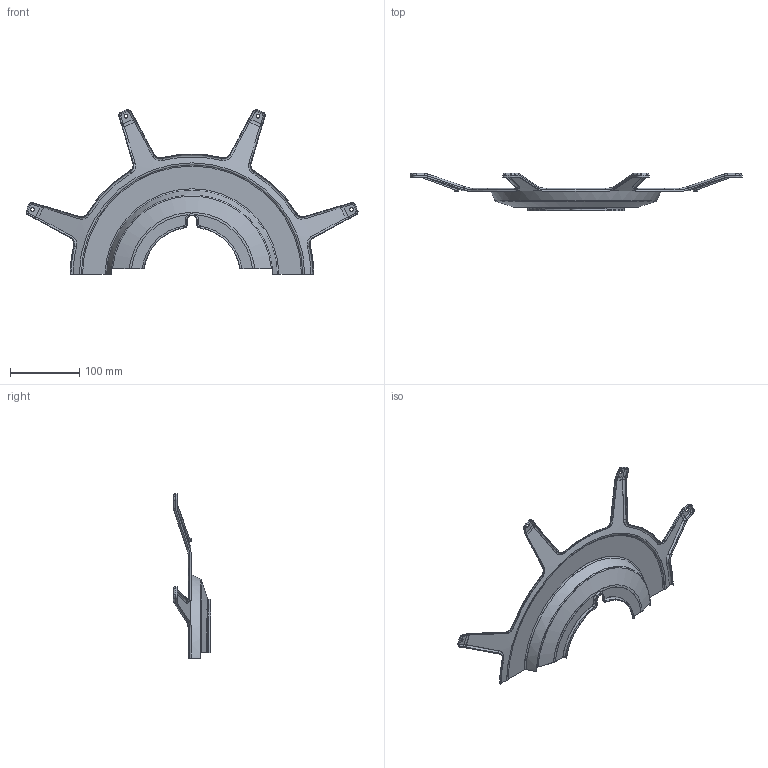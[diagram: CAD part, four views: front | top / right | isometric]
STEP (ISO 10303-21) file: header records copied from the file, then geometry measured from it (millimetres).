
FILE_DESCRIPTION(/* description */ (''),/* implementation_level */ '2;1');
FILE_NAME(/* name */ 'ePic-Frame_L0toL1-Cone_hSide.v6-CARBONFIBRE.stp',/* time_stamp */ '2025-05-13T16:17:30+02:00',/* author */ (''),/* organization */ (''),/* preprocessor_version */ 'ST-DEVELOPER v19.4',/* originating_system */ 'SIEMENS PLM Software NX2306.5001',/* authorisation */ '');
FILE_SCHEMA (('AP203_CONFIGURATION_CONTROLLED_3D_DESIGN_OF_MECHANICAL_PARTS_AND_ASSEMBLIES_MIM_LF { 1 0 10303 403 2 1 2}'));
Length unit declared in the file: millimetre
Products named in the file (1): ePic-Frame_L0toL1-Cone_hSide.v6_objects
Bounding box: 480.83 x 54 x 238.41 mm (x, y, z)
Volume: 29104.1 mm3; surface area: 117250.2 mm2
Topology: 1 solids, 1 shells, 268 faces, 684 edges, 418 vertices
Faces by surface type: bspline 86, cylinder 60, torus 52, plane 45, cone 23, extrusion 2
Full cylindrical faces by diameter (mm): 5.5 x4
Entity records: 9653 total; most frequent: CARTESIAN_POINT 3696, ORIENTED_EDGE 1352, DIRECTION 1116, EDGE_CURVE 676, AXIS2_PLACEMENT_3D 495, VERTEX_POINT 414, CIRCLE 310, EDGE_LOOP 280
